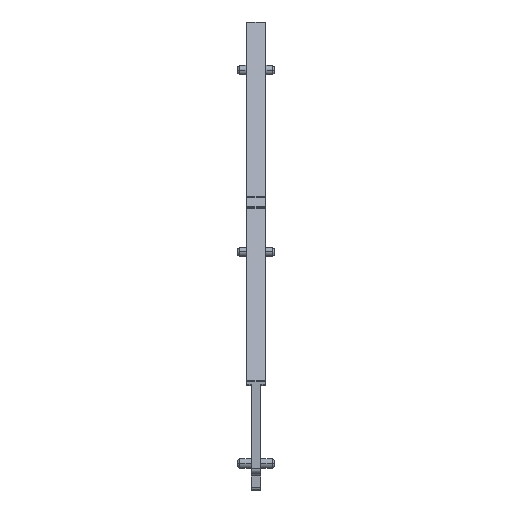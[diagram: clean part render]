
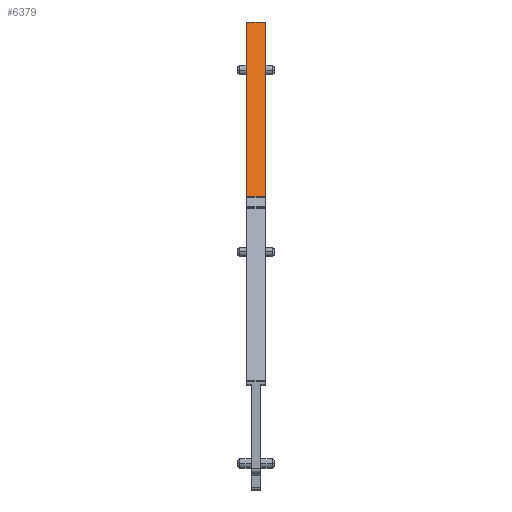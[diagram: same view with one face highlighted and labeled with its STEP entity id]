
A CAD part, front view. The second image highlights one B-rep face of the part: STEP entity #6379.
In plain terms, the highlighted planar face has unit normal (0, -0.596, 0.803).
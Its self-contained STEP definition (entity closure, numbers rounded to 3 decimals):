
#6366=AXIS2_PLACEMENT_3D('Plane Axis2P3D',#6363,#6364,#6365) ;
#3883=CARTESIAN_POINT('Vertex',(6.,101.47,99.901)) ;
#3886=CARTESIAN_POINT('Line Origine',(6.,76.402,81.284)) ;
#3890=CARTESIAN_POINT('Vertex',(6.,51.333,62.666)) ;
#5194=CARTESIAN_POINT('Vertex',(2.,51.333,62.666)) ;
#5197=CARTESIAN_POINT('Line Origine',(2.,76.402,81.284)) ;
#5201=CARTESIAN_POINT('Vertex',(2.,101.47,99.901)) ;
#6351=CARTESIAN_POINT('Line Origine',(4.,51.333,62.666)) ;
#6363=CARTESIAN_POINT('Axis2P3D Location',(5.,51.226,62.586)) ;
#6368=CARTESIAN_POINT('Line Origine',(4.,101.47,99.901)) ;
#3887=DIRECTION('Vector Direction',(0.,0.803,0.596)) ;
#5198=DIRECTION('Vector Direction',(0.,0.803,0.596)) ;
#6352=DIRECTION('Vector Direction',(-1.,0.,0.)) ;
#6364=DIRECTION('Axis2P3D Direction',(0.,-0.596,0.803)) ;
#6365=DIRECTION('Axis2P3D XDirection',(0.,0.803,0.596)) ;
#6369=DIRECTION('Vector Direction',(-1.,0.,0.)) ;
#3888=VECTOR('Line Direction',#3887,1.) ;
#5199=VECTOR('Line Direction',#5198,1.) ;
#6353=VECTOR('Line Direction',#6352,1.) ;
#6370=VECTOR('Line Direction',#6369,1.) ;
#6374=ORIENTED_EDGE('',*,*,#5203,.F.) ;
#6375=ORIENTED_EDGE('',*,*,#6355,.F.) ;
#6376=ORIENTED_EDGE('',*,*,#3892,.T.) ;
#6377=ORIENTED_EDGE('',*,*,#6372,.T.) ;
#6379=ADVANCED_FACE('TW_PRV16',(#6378),#6367,.T.) ;
#3892=EDGE_CURVE('',#3891,#3884,#3889,.T.) ;
#5203=EDGE_CURVE('',#5195,#5202,#5200,.T.) ;
#6355=EDGE_CURVE('',#3891,#5195,#6354,.T.) ;
#6372=EDGE_CURVE('',#3884,#5202,#6371,.T.) ;
#6373=EDGE_LOOP('',(#6374,#6375,#6376,#6377)) ;
#6378=FACE_OUTER_BOUND('',#6373,.T.) ;
#3889=LINE('Line',#3886,#3888) ;
#5200=LINE('Line',#5197,#5199) ;
#6354=LINE('Line',#6351,#6353) ;
#6371=LINE('Line',#6368,#6370) ;
#6367=PLANE('',#6366) ;
#3884=VERTEX_POINT('',#3883) ;
#3891=VERTEX_POINT('',#3890) ;
#5195=VERTEX_POINT('',#5194) ;
#5202=VERTEX_POINT('',#5201) ;
